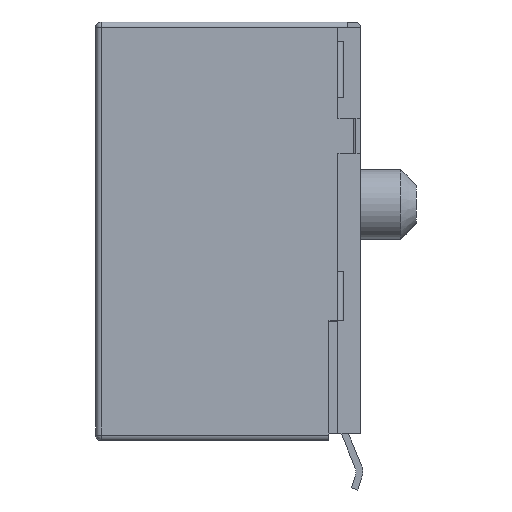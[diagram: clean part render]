
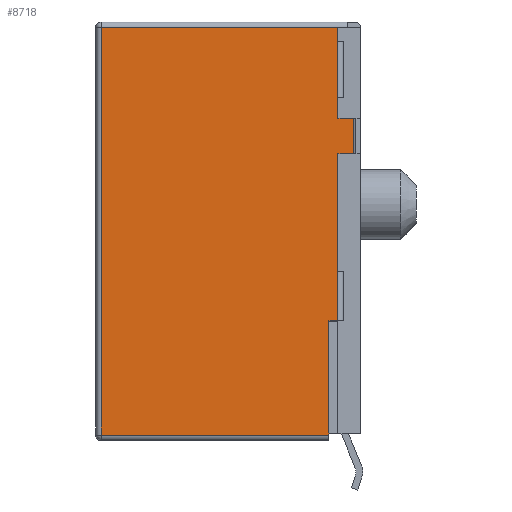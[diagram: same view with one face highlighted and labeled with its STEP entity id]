
A CAD part, left-side view. The second image highlights one B-rep face of the part: STEP entity #8718.
In plain terms, the highlighted planar face has unit normal (1, 0, 0).
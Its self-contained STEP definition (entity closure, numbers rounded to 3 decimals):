
#166=PLANE('',#9726);
#707=FACE_OUTER_BOUND('',#1003,.T.);
#1003=EDGE_LOOP('',(#7889,#7890,#7891,#7892,#7893,#7894,#7895,#7896,#7897,
#7898));
#1919=LINE('',#14581,#3175);
#1920=LINE('',#14583,#3176);
#1921=LINE('',#14585,#3177);
#1922=LINE('',#14587,#3178);
#1923=LINE('',#14589,#3179);
#1924=LINE('',#14591,#3180);
#1925=LINE('',#14593,#3181);
#1926=LINE('',#14595,#3182);
#1927=LINE('',#14597,#3183);
#1928=LINE('',#14598,#3184);
#3175=VECTOR('',#11371,0.7);
#3176=VECTOR('',#11372,1.6);
#3177=VECTOR('',#11373,0.7);
#3178=VECTOR('',#11374,5.22);
#3179=VECTOR('',#11375,0.4);
#3180=VECTOR('',#11376,5.1);
#3181=VECTOR('',#11377,10.15);
#3182=VECTOR('',#11378,18.15);
#3183=VECTOR('',#11379,10.55);
#3184=VECTOR('',#11380,0.6);
#4837=VERTEX_POINT('',#14579);
#4838=VERTEX_POINT('',#14580);
#4839=VERTEX_POINT('',#14582);
#4840=VERTEX_POINT('',#14584);
#4841=VERTEX_POINT('',#14586);
#4842=VERTEX_POINT('',#14588);
#4843=VERTEX_POINT('',#14590);
#4844=VERTEX_POINT('',#14592);
#4845=VERTEX_POINT('',#14594);
#4846=VERTEX_POINT('',#14596);
#6363=EDGE_CURVE('',#4837,#4838,#1919,.T.);
#6364=EDGE_CURVE('',#4838,#4839,#1920,.T.);
#6365=EDGE_CURVE('',#4839,#4840,#1921,.T.);
#6366=EDGE_CURVE('',#4840,#4841,#1922,.T.);
#6367=EDGE_CURVE('',#4841,#4842,#1923,.T.);
#6368=EDGE_CURVE('',#4842,#4843,#1924,.T.);
#6369=EDGE_CURVE('',#4843,#4844,#1925,.T.);
#6370=EDGE_CURVE('',#4844,#4845,#1926,.T.);
#6371=EDGE_CURVE('',#4845,#4846,#1927,.T.);
#6372=EDGE_CURVE('',#4846,#4837,#1928,.T.);
#7889=ORIENTED_EDGE('',*,*,#6363,.T.);
#7890=ORIENTED_EDGE('',*,*,#6364,.T.);
#7891=ORIENTED_EDGE('',*,*,#6365,.T.);
#7892=ORIENTED_EDGE('',*,*,#6366,.T.);
#7893=ORIENTED_EDGE('',*,*,#6367,.T.);
#7894=ORIENTED_EDGE('',*,*,#6368,.T.);
#7895=ORIENTED_EDGE('',*,*,#6369,.T.);
#7896=ORIENTED_EDGE('',*,*,#6370,.T.);
#7897=ORIENTED_EDGE('',*,*,#6371,.T.);
#7898=ORIENTED_EDGE('',*,*,#6372,.T.);
#8718=ADVANCED_FACE('',(#707),#166,.T.);
#9726=AXIS2_PLACEMENT_3D('',#14578,#11369,#11370);
#11369=DIRECTION('center_axis',(1.,0.,0.));
#11370=DIRECTION('ref_axis',(0.,0.,-1.));
#11371=DIRECTION('',(0.,-1.,0.));
#11372=DIRECTION('',(0.,0.,-1.));
#11373=DIRECTION('',(0.,1.,0.));
#11374=DIRECTION('',(0.,0.,-1.));
#11375=DIRECTION('',(0.,1.,0.));
#11376=DIRECTION('',(0.,0.,-1.));
#11377=DIRECTION('',(0.,1.,0.));
#11378=DIRECTION('',(0.,0.,1.));
#11379=DIRECTION('',(0.,-1.,0.));
#11380=DIRECTION('',(0.,0.,-1.));
#14578=CARTESIAN_POINT('Origin',(-7.87,5.925,-18.15));
#14579=CARTESIAN_POINT('',(-7.87,1.,-4.03));
#14580=CARTESIAN_POINT('',(-7.87,0.3,-4.03));
#14581=CARTESIAN_POINT('',(-7.87,1.,-4.03));
#14582=CARTESIAN_POINT('',(-7.87,0.3,-5.63));
#14583=CARTESIAN_POINT('',(-7.87,0.3,-4.03));
#14584=CARTESIAN_POINT('',(-7.87,1.,-5.63));
#14585=CARTESIAN_POINT('',(-7.87,0.3,-5.63));
#14586=CARTESIAN_POINT('',(-7.87,1.,-13.05));
#14587=CARTESIAN_POINT('',(-7.87,1.,-5.63));
#14588=CARTESIAN_POINT('',(-7.87,1.4,-13.05));
#14589=CARTESIAN_POINT('',(-7.87,1.,-13.05));
#14590=CARTESIAN_POINT('',(-7.87,1.4,-18.15));
#14591=CARTESIAN_POINT('',(-7.87,1.4,-13.05));
#14592=CARTESIAN_POINT('',(-7.87,11.55,-18.15));
#14593=CARTESIAN_POINT('',(-7.87,1.4,-18.15));
#14594=CARTESIAN_POINT('',(-7.87,11.55,0.));
#14595=CARTESIAN_POINT('',(-7.87,11.55,-18.15));
#14596=CARTESIAN_POINT('',(-7.87,1.,0.));
#14597=CARTESIAN_POINT('',(-7.87,11.55,0.));
#14598=CARTESIAN_POINT('',(-7.87,1.,0.));
